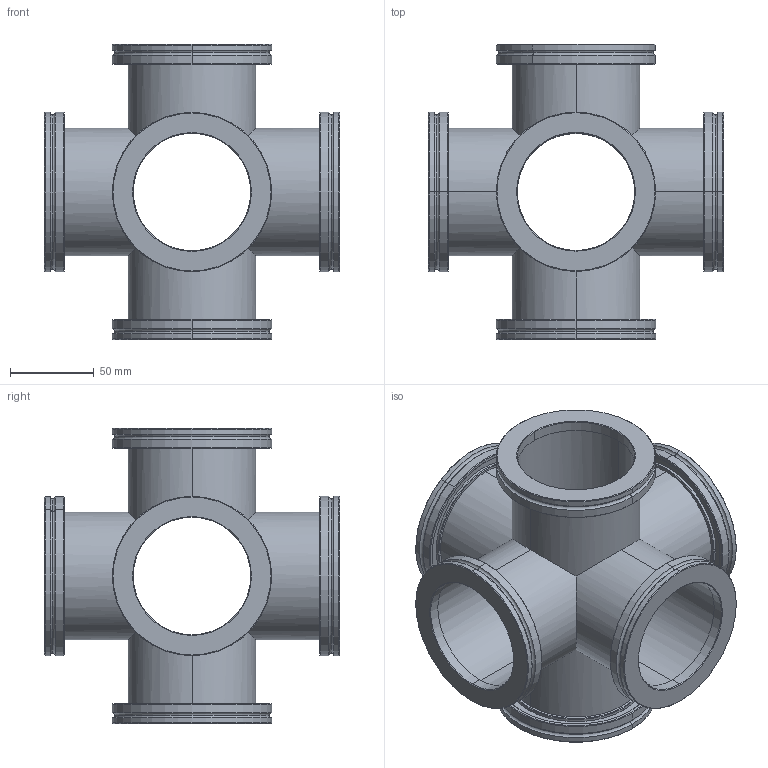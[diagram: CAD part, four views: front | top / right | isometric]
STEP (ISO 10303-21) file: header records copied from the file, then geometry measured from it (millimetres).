
FILE_DESCRIPTION (( 'STEP AP214' ), '1' );
FILE_NAME ('Hositrad_ISOX6-63.STEP', '2016-01-05T11:05:26', ( '' ), ( '' ), 'SwSTEP 2.0', 'SolidWorks 2015', '' );
FILE_SCHEMA (( 'AUTOMOTIVE_DESIGN' ));
Length unit declared in the file: millimetre
Products named in the file (3): ISO-K-Weld-All_ISO63-76; 6-wayCross76.1; Hositrad_ISOX6-63
Assembly tree (7 placements, depth 2):
  Hositrad_ISOX6-63
    6-wayCross76.1
    ISO-K-Weld-All_ISO63-76  x6
Bounding box: 176 x 176 x 176 mm (x, y, z)
Volume: 320690.3 mm3; surface area: 221163.5 mm2
Topology: 7 solids, 7 shells, 236 faces, 500 edges, 292 vertices
Faces by surface type: cylinder 96, cone 60, plane 36, torus 24, bspline 12, sphere 8
Entity records: 3062 total; most frequent: CARTESIAN_POINT 1197, DIRECTION 380, ORIENTED_EDGE 380, EDGE_CURVE 190, AXIS2_PLACEMENT_3D 167, VERTEX_POINT 112, EDGE_LOOP 92, CIRCLE 88
